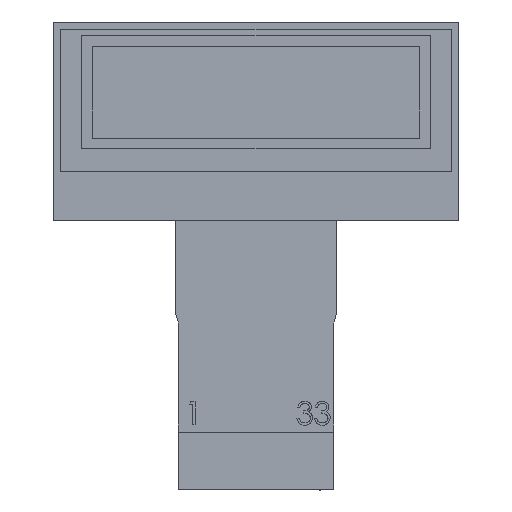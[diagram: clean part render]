
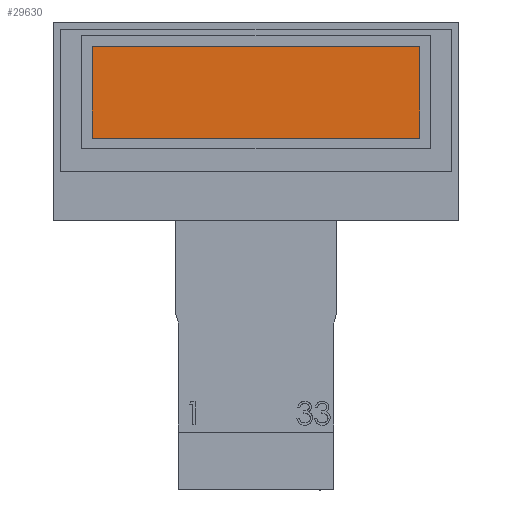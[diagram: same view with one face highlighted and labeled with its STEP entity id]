
A CAD part, top view. The second image highlights one B-rep face of the part: STEP entity #29630.
In plain terms, the highlighted planar face has unit normal (0, 0, 1).
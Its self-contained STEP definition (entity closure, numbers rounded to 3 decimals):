
#447 = DIRECTION ( 'NONE',  ( 0., 0., 1. ) ) ;
#644 = LINE ( 'NONE', #3531, #28235 ) ;
#1619 = DIRECTION ( 'NONE',  ( 1., 0., 0. ) ) ;
#3531 = CARTESIAN_POINT ( 'NONE',  ( 0., -7.628, 0.785 ) ) ;
#4637 = LINE ( 'NONE', #17578, #18449 ) ;
#8560 = CARTESIAN_POINT ( 'NONE',  ( 24.035, -7.628, 0.785 ) ) ;
#10057 = DIRECTION ( 'NONE',  ( -1., 0., 0. ) ) ;
#10062 = PLANE ( 'NONE',  #13256 ) ;
#11187 = VECTOR ( 'NONE', #32463, 1000. ) ;
#12180 = CARTESIAN_POINT ( 'NONE',  ( 24.035, -1.6, 0.785 ) ) ;
#13256 = AXIS2_PLACEMENT_3D ( 'NONE', #25509, #447, #38469 ) ;
#13734 = LINE ( 'NONE', #16617, #11187 ) ;
#15043 = CARTESIAN_POINT ( 'NONE',  ( 2.555, -7.628, 0.785 ) ) ;
#16617 = CARTESIAN_POINT ( 'NONE',  ( 24.035, 0., 0.785 ) ) ;
#17402 = VERTEX_POINT ( 'NONE', #8560 ) ;
#17556 = ORIENTED_EDGE ( 'NONE', *, *, #37163, .F. ) ;
#17578 = CARTESIAN_POINT ( 'NONE',  ( 2.555, 0., 0.785 ) ) ;
#18449 = VECTOR ( 'NONE', #32821, 1000. ) ;
#18515 = EDGE_CURVE ( 'NONE', #18950, #25186, #4637, .T. ) ;
#18950 = VERTEX_POINT ( 'NONE', #15043 ) ;
#20374 = CARTESIAN_POINT ( 'NONE',  ( 2.555, -1.6, 0.785 ) ) ;
#20943 = EDGE_LOOP ( 'NONE', ( #37725, #31971, #25405, #17556 ) ) ;
#25186 = VERTEX_POINT ( 'NONE', #20374 ) ;
#25405 = ORIENTED_EDGE ( 'NONE', *, *, #28683, .F. ) ;
#25509 = CARTESIAN_POINT ( 'NONE',  ( 0., 0., 0.785 ) ) ;
#25694 = FACE_OUTER_BOUND ( 'NONE', #20943, .T. ) ;
#28235 = VECTOR ( 'NONE', #10057, 1000. ) ;
#28683 = EDGE_CURVE ( 'NONE', #40558, #17402, #13734, .T. ) ;
#29630 = ADVANCED_FACE ( 'NONE', ( #25694 ), #10062, .T. ) ;
#31971 = ORIENTED_EDGE ( 'NONE', *, *, #35394, .F. ) ;
#32463 = DIRECTION ( 'NONE',  ( 0., -1., 0. ) ) ;
#32821 = DIRECTION ( 'NONE',  ( 0., 1., 0. ) ) ;
#32876 = LINE ( 'NONE', #35762, #33253 ) ;
#33253 = VECTOR ( 'NONE', #1619, 1000. ) ;
#35394 = EDGE_CURVE ( 'NONE', #17402, #18950, #644, .T. ) ;
#35762 = CARTESIAN_POINT ( 'NONE',  ( 0., -1.6, 0.785 ) ) ;
#37163 = EDGE_CURVE ( 'NONE', #25186, #40558, #32876, .T. ) ;
#37725 = ORIENTED_EDGE ( 'NONE', *, *, #18515, .F. ) ;
#38469 = DIRECTION ( 'NONE',  ( 1., 0., 0. ) ) ;
#40558 = VERTEX_POINT ( 'NONE', #12180 ) ;
